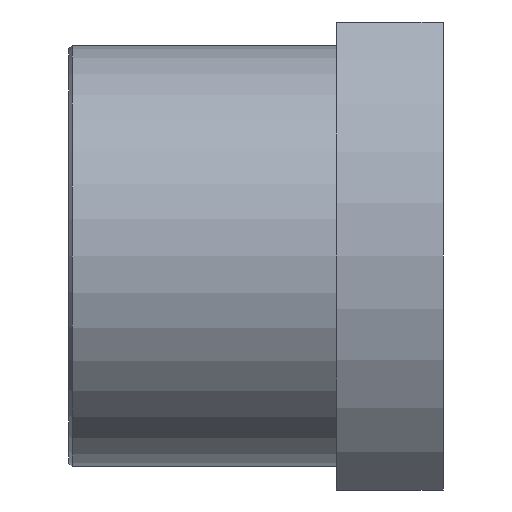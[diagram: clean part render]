
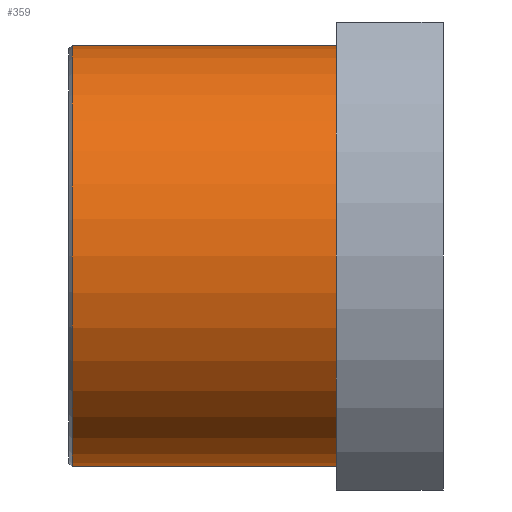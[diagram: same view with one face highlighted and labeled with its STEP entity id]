
A CAD part, front view. The second image highlights one B-rep face of the part: STEP entity #359.
In plain terms, the highlighted cylindrical face has radius 31.5 mm (diameter 63 mm), a partial arc.
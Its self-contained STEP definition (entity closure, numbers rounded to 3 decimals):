
#54 = DIRECTION ( 'NONE',  ( -1., 0., 0. ) ) ;
#110 = CIRCLE ( 'NONE', #771, 31.5 ) ;
#151 = VERTEX_POINT ( 'NONE', #159 ) ;
#156 = CARTESIAN_POINT ( 'NONE',  ( -340.807, 0., -31.5 ) ) ;
#158 = CARTESIAN_POINT ( 'NONE',  ( 3.441, 0., 0. ) ) ;
#159 = CARTESIAN_POINT ( 'NONE',  ( -36.059, 0., -31.5 ) ) ;
#177 = DIRECTION ( 'NONE',  ( -1., 0., 0. ) ) ;
#179 = ORIENTED_EDGE ( 'NONE', *, *, #195, .T. ) ;
#183 = CARTESIAN_POINT ( 'NONE',  ( -36.059, 0., 31.5 ) ) ;
#195 = EDGE_CURVE ( 'NONE', #1028, #277, #960, .T. ) ;
#243 = CARTESIAN_POINT ( 'NONE',  ( -36.059, 0., 0. ) ) ;
#277 = VERTEX_POINT ( 'NONE', #183 ) ;
#310 = CARTESIAN_POINT ( 'NONE',  ( -340.807, 0., 0. ) ) ;
#314 = DIRECTION ( 'NONE',  ( 1., 0., 0. ) ) ;
#321 = DIRECTION ( 'NONE',  ( 0., 0., -1. ) ) ;
#359 = ADVANCED_FACE ( 'NONE', ( #462 ), #553, .T. ) ;
#376 = EDGE_LOOP ( 'NONE', ( #1041, #670, #179, #789 ) ) ;
#462 = FACE_OUTER_BOUND ( 'NONE', #376, .T. ) ;
#474 = DIRECTION ( 'NONE',  ( 0., 0., 1. ) ) ;
#483 = AXIS2_PLACEMENT_3D ( 'NONE', #310, #54, #474 ) ;
#488 = CARTESIAN_POINT ( 'NONE',  ( 3.441, 0., -31.5 ) ) ;
#525 = EDGE_CURVE ( 'NONE', #277, #151, #920, .T. ) ;
#553 = CYLINDRICAL_SURFACE ( 'NONE', #483, 31.5 ) ;
#556 = AXIS2_PLACEMENT_3D ( 'NONE', #243, #314, #321 ) ;
#590 = EDGE_CURVE ( 'NONE', #927, #1028, #110, .T. ) ;
#670 = ORIENTED_EDGE ( 'NONE', *, *, #590, .T. ) ;
#677 = DIRECTION ( 'NONE',  ( -1., 0., 0. ) ) ;
#733 = VECTOR ( 'NONE', #677, 1000. ) ;
#762 = DIRECTION ( 'NONE',  ( 0., 0., 1. ) ) ;
#771 = AXIS2_PLACEMENT_3D ( 'NONE', #158, #177, #762 ) ;
#789 = ORIENTED_EDGE ( 'NONE', *, *, #525, .T. ) ;
#841 = CARTESIAN_POINT ( 'NONE',  ( 3.441, 0., 31.5 ) ) ;
#853 = LINE ( 'NONE', #156, #733 ) ;
#858 = VECTOR ( 'NONE', #865, 1000. ) ;
#865 = DIRECTION ( 'NONE',  ( -1., 0., 0. ) ) ;
#920 = CIRCLE ( 'NONE', #556, 31.5 ) ;
#927 = VERTEX_POINT ( 'NONE', #488 ) ;
#952 = CARTESIAN_POINT ( 'NONE',  ( -340.807, 0., 31.5 ) ) ;
#960 = LINE ( 'NONE', #952, #858 ) ;
#1028 = VERTEX_POINT ( 'NONE', #841 ) ;
#1041 = ORIENTED_EDGE ( 'NONE', *, *, #1063, .F. ) ;
#1063 = EDGE_CURVE ( 'NONE', #927, #151, #853, .T. ) ;
